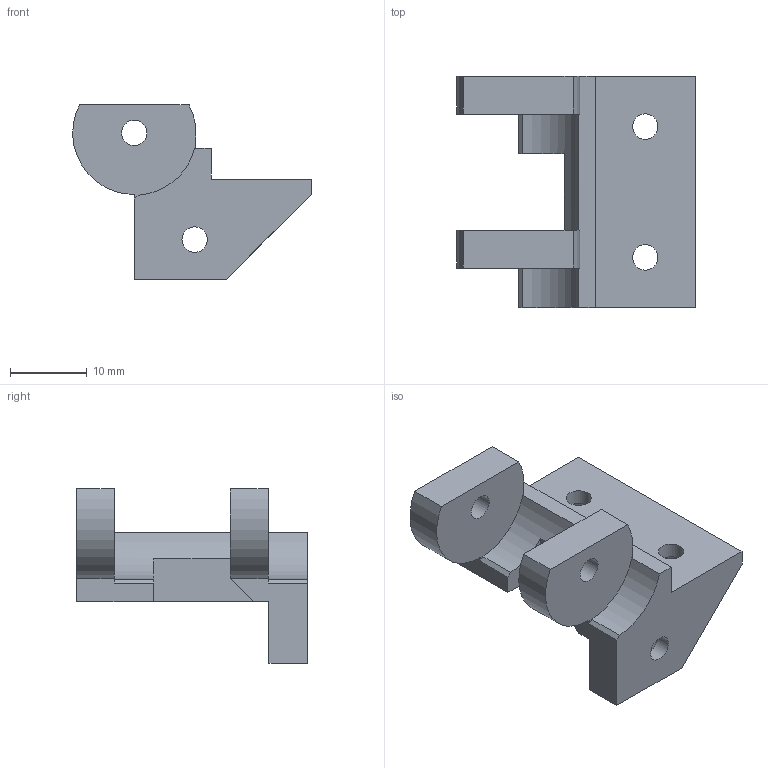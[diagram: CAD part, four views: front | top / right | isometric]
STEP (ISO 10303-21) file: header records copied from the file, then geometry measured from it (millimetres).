
FILE_DESCRIPTION(/* description */ ('CAx-IF Rec.Pracs.---Representation and Presentation of Product Manufacturing Information (PMI)---4.0---2014-10-13','CAx-IF Rec.Pracs.---3D Tessellated Geometry---0.4---2014-09-14','2;1'),/* implementation_level */ '2;1');
FILE_NAME(/* name */ 'V05-07-06-02 - Enclosure top hinge part B',/* time_stamp */ '2022-03-25T17:27:40+03:00',/* author */ (''),/* organization */ (''),/* preprocessor_version */ 'ST-DEVELOPER v16.7',/* originating_system */ 'SIEMENS PLM Software NX 1911',/* authorisation */ $);
FILE_SCHEMA (('AP242_MANAGED_MODEL_BASED_3D_ENGINEERING_MIM_LF { 1 0 10303 442 1 1 4 }'));
Length unit declared in the file: millimetre
Products named in the file (1): V05-07-06-02 - Enclosure top hinge part B
Bounding box: 30.99 x 30 x 22.65 mm (x, y, z)
Volume: 4978.7 mm3; surface area: 3383.3 mm2
Topology: 1 solids, 1 shells, 55 faces, 155 edges, 103 vertices
Faces by surface type: plane 44, cylinder 11
Full cylindrical faces by diameter (mm): 3.3 x5
Entity records: 1806 total; most frequent: CARTESIAN_POINT 314, ORIENTED_EDGE 310, DIRECTION 290, EDGE_CURVE 155, LINE 132, VECTOR 132, VERTEX_POINT 103, AXIS2_PLACEMENT_3D 79
